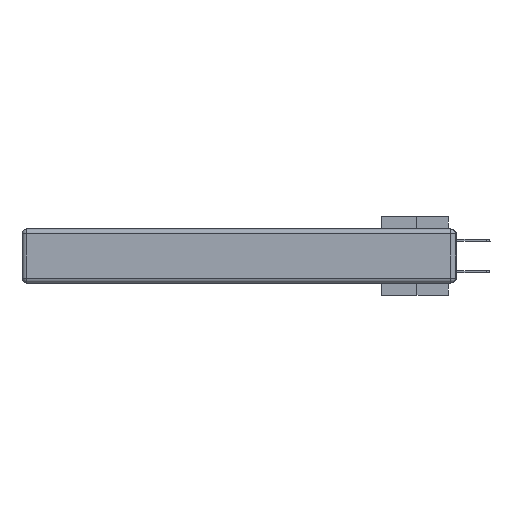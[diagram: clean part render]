
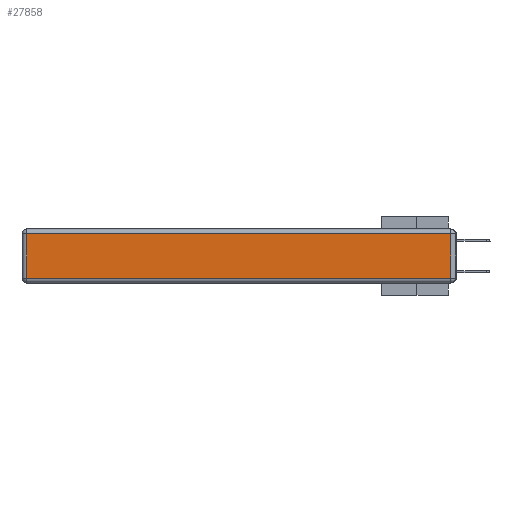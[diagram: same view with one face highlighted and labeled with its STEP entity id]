
A CAD part, left-side view. The second image highlights one B-rep face of the part: STEP entity #27858.
In plain terms, the highlighted planar face has unit normal (-1, 0, 0).
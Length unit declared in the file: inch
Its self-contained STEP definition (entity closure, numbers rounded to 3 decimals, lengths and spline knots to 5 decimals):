
#226 = LINE ( 'NONE', #2597, #24422 ) ;
#1123 = LINE ( 'NONE', #7291, #38396 ) ;
#2195 = LINE ( 'NONE', #14360, #7380 ) ;
#2597 = CARTESIAN_POINT ( 'NONE',  ( 0., 2.72, -0.343 ) ) ;
#3542 = DIRECTION ( 'NONE',  ( -1., 0., 0. ) ) ;
#3885 = ORIENTED_EDGE ( 'NONE', *, *, #29190, .T. ) ;
#6200 = DIRECTION ( 'NONE',  ( 0., 0., -1. ) ) ;
#7291 = CARTESIAN_POINT ( 'NONE',  ( 0., 0., -0.313 ) ) ;
#7380 = VECTOR ( 'NONE', #8190, 39.37008 ) ;
#7890 = ORIENTED_EDGE ( 'NONE', *, *, #37400, .T. ) ;
#8190 = DIRECTION ( 'NONE',  ( 0., 0., 1. ) ) ;
#9337 = FACE_OUTER_BOUND ( 'NONE', #14173, .T. ) ;
#12102 = CARTESIAN_POINT ( 'NONE',  ( 0., 0., -0.343 ) ) ;
#13927 = EDGE_CURVE ( 'NONE', #21497, #25335, #1123, .T. ) ;
#14173 = EDGE_LOOP ( 'NONE', ( #31009, #7890, #24662, #3885 ) ) ;
#14360 = CARTESIAN_POINT ( 'NONE',  ( 0., 0.03, -0.343 ) ) ;
#15096 = CARTESIAN_POINT ( 'NONE',  ( 0., 0.03, -0.03 ) ) ;
#15105 = PLANE ( 'NONE',  #23070 ) ;
#17461 = CARTESIAN_POINT ( 'NONE',  ( 0., 2.72, -0.03 ) ) ;
#18615 = DIRECTION ( 'NONE',  ( 0., -1., 0. ) ) ;
#21497 = VERTEX_POINT ( 'NONE', #27171 ) ;
#23070 = AXIS2_PLACEMENT_3D ( 'NONE', #12102, #3542, #30226 ) ;
#24422 = VECTOR ( 'NONE', #6200, 39.37008 ) ;
#24662 = ORIENTED_EDGE ( 'NONE', *, *, #34212, .T. ) ;
#25335 = VERTEX_POINT ( 'NONE', #30796 ) ;
#26760 = VERTEX_POINT ( 'NONE', #17461 ) ;
#27171 = CARTESIAN_POINT ( 'NONE',  ( 0., 2.72, -0.313 ) ) ;
#27858 = ADVANCED_FACE ( 'NONE', ( #9337 ), #15105, .T. ) ;
#29190 = EDGE_CURVE ( 'NONE', #26760, #21497, #226, .T. ) ;
#29449 = VERTEX_POINT ( 'NONE', #15096 ) ;
#29650 = DIRECTION ( 'NONE',  ( 0., 1., 0. ) ) ;
#30226 = DIRECTION ( 'NONE',  ( 0., 0., 1. ) ) ;
#30796 = CARTESIAN_POINT ( 'NONE',  ( 0., 0.03, -0.313 ) ) ;
#31009 = ORIENTED_EDGE ( 'NONE', *, *, #13927, .T. ) ;
#34212 = EDGE_CURVE ( 'NONE', #29449, #26760, #39017, .T. ) ;
#35123 = VECTOR ( 'NONE', #29650, 39.37008 ) ;
#35626 = CARTESIAN_POINT ( 'NONE',  ( 0., 2.75, -0.03 ) ) ;
#37400 = EDGE_CURVE ( 'NONE', #25335, #29449, #2195, .T. ) ;
#38396 = VECTOR ( 'NONE', #18615, 39.37008 ) ;
#39017 = LINE ( 'NONE', #35626, #35123 ) ;
